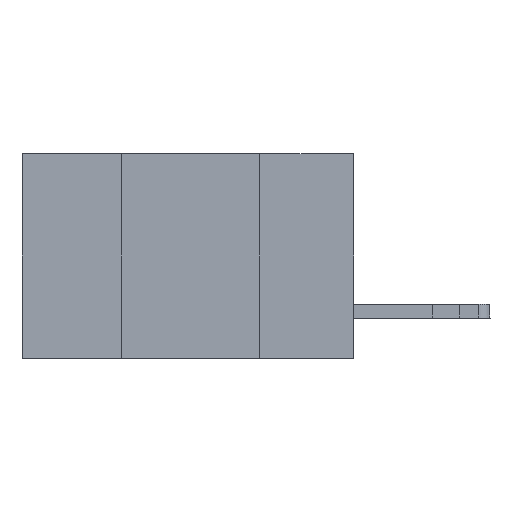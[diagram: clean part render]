
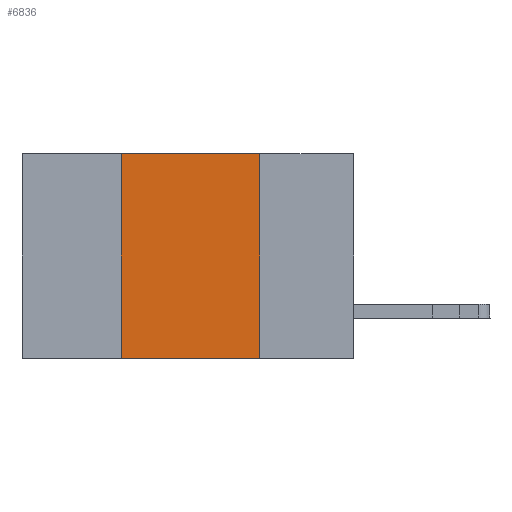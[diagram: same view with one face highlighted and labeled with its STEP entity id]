
A CAD part, left-side view. The second image highlights one B-rep face of the part: STEP entity #6836.
In plain terms, the highlighted planar face has unit normal (-1, 0, 0).
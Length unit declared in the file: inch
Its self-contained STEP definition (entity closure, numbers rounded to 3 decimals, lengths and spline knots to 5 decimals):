
#873 = ORIENTED_EDGE ( 'NONE', *, *, #13721, .F. ) ;
#923 = CARTESIAN_POINT ( 'NONE',  ( 0., 0.6, 0. ) ) ;
#1616 = VERTEX_POINT ( 'NONE', #5837 ) ;
#2254 = ORIENTED_EDGE ( 'NONE', *, *, #8053, .F. ) ;
#2697 = DIRECTION ( 'NONE',  ( 0., 0., -1. ) ) ;
#2778 = AXIS2_PLACEMENT_3D ( 'NONE', #923, #13115, #2697 ) ;
#3380 = CARTESIAN_POINT ( 'NONE',  ( 0., 0.6, -0.37 ) ) ;
#3615 = CARTESIAN_POINT ( 'NONE',  ( 0., 0.42, 0. ) ) ;
#3949 = ORIENTED_EDGE ( 'NONE', *, *, #17171, .T. ) ;
#4066 = ORIENTED_EDGE ( 'NONE', *, *, #16023, .F. ) ;
#4573 = LINE ( 'NONE', #3615, #21830 ) ;
#5138 = DIRECTION ( 'NONE',  ( 0., -1., 0. ) ) ;
#5612 = VECTOR ( 'NONE', #19932, 39.37008 ) ;
#5837 = CARTESIAN_POINT ( 'NONE',  ( 0., 0.42, 0. ) ) ;
#5967 = VERTEX_POINT ( 'NONE', #7245 ) ;
#6129 = CARTESIAN_POINT ( 'NONE',  ( 0., 0.17, 0. ) ) ;
#6836 = ADVANCED_FACE ( 'NONE', ( #18040 ), #7911, .F. ) ;
#7245 = CARTESIAN_POINT ( 'NONE',  ( 0., 0.17, 0. ) ) ;
#7911 = PLANE ( 'NONE',  #2778 ) ;
#8053 = EDGE_CURVE ( 'NONE', #1616, #5967, #15324, .T. ) ;
#10711 = VECTOR ( 'NONE', #15374, 39.37008 ) ;
#13115 = DIRECTION ( 'NONE',  ( 1., 0., 0. ) ) ;
#13657 = CARTESIAN_POINT ( 'NONE',  ( 0., 0.6, 0. ) ) ;
#13721 = EDGE_CURVE ( 'NONE', #5967, #15696, #19942, .T. ) ;
#14047 = DIRECTION ( 'NONE',  ( 0., 0., 1. ) ) ;
#14684 = CARTESIAN_POINT ( 'NONE',  ( 0., 0.42, -0.37 ) ) ;
#15301 = EDGE_LOOP ( 'NONE', ( #873, #2254, #4066, #3949 ) ) ;
#15324 = LINE ( 'NONE', #13657, #10711 ) ;
#15374 = DIRECTION ( 'NONE',  ( 0., -1., 0. ) ) ;
#15676 = VECTOR ( 'NONE', #5138, 39.37008 ) ;
#15696 = VERTEX_POINT ( 'NONE', #21593 ) ;
#16023 = EDGE_CURVE ( 'NONE', #18117, #1616, #4573, .T. ) ;
#17171 = EDGE_CURVE ( 'NONE', #18117, #15696, #20232, .T. ) ;
#18040 = FACE_OUTER_BOUND ( 'NONE', #15301, .T. ) ;
#18117 = VERTEX_POINT ( 'NONE', #14684 ) ;
#19932 = DIRECTION ( 'NONE',  ( 0., 0., -1. ) ) ;
#19942 = LINE ( 'NONE', #6129, #5612 ) ;
#20232 = LINE ( 'NONE', #3380, #15676 ) ;
#21593 = CARTESIAN_POINT ( 'NONE',  ( 0., 0.17, -0.37 ) ) ;
#21830 = VECTOR ( 'NONE', #14047, 39.37008 ) ;
